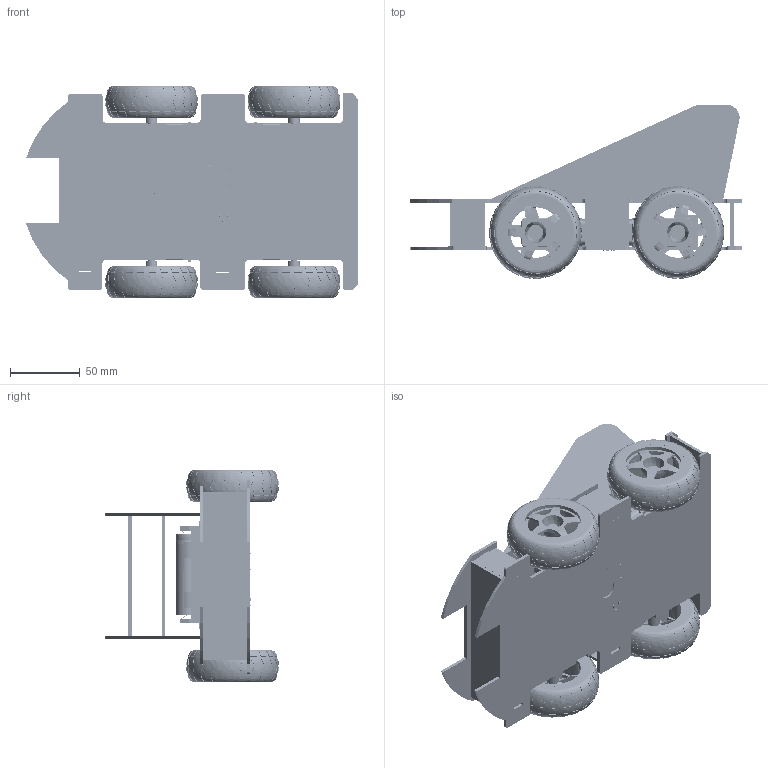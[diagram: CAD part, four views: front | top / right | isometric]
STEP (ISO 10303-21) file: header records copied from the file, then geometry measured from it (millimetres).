
FILE_DESCRIPTION(('FreeCAD Model'),'2;1');
FILE_NAME('Open CASCADE Shape Model','2025-05-05T07:56:12',('FreeCAD'),( 'FreeCAD'),'Open CASCADE STEP processor 7.6','FreeCAD','Unknown');
FILE_SCHEMA(('AUTOMOTIVE_DESIGN { 1 0 10303 214 1 1 1 1 }'));
Products named in the file (1): Open CASCADE STEP translator 7.6 1
Bounding box: 238.08 x 124.6 x 152.18 mm (x, y, z)
Volume: 386218.1 mm3; surface area: 382601.4 mm2
Topology: 221 solids, 221 shells, 13937 faces, 36282 edges, 23515 vertices
Faces by surface type: bspline 13937
Entity records: 507271 total; most frequent: CARTESIAN_POINT 294864, ORIENTED_EDGE 72216, EDGE_CURVE 36108, B_SPLINE_CURVE_WITH_KNOTS 26861, VERTEX_POINT 23515, FACE_BOUND 15317, EDGE_LOOP 15317, ADVANCED_FACE 13937
